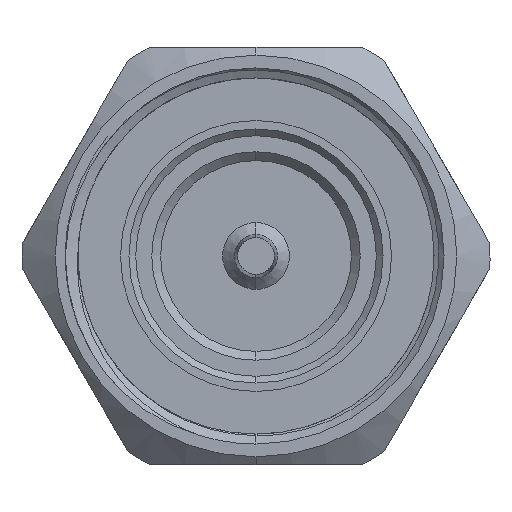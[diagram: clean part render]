
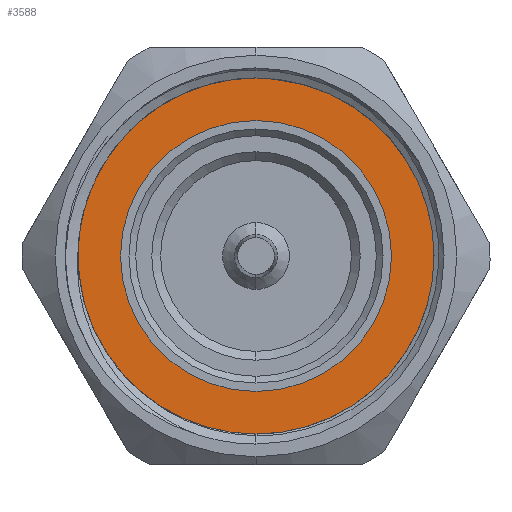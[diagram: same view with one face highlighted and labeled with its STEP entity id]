
A CAD part, left-side view. The second image highlights one B-rep face of the part: STEP entity #3588.
In plain terms, the highlighted planar face has unit normal (-1, 0, 0).
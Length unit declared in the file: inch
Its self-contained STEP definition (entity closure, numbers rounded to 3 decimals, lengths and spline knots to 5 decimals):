
#199 = EDGE_CURVE ( 'NONE', #7111, #775, #4845, .T. ) ;
#295 = VERTEX_POINT ( 'NONE', #7217 ) ;
#317 = DIRECTION ( 'NONE',  ( 0., 0., 1. ) ) ;
#508 = EDGE_LOOP ( 'NONE', ( #5158, #1892 ) ) ;
#651 = EDGE_LOOP ( 'NONE', ( #3525, #7045 ) ) ;
#775 = VERTEX_POINT ( 'NONE', #6466 ) ;
#863 = DIRECTION ( 'NONE',  ( 0., 0., 1. ) ) ;
#929 = CIRCLE ( 'NONE', #3951, 0.40551 ) ;
#1225 = DIRECTION ( 'NONE',  ( -1., 0., 0. ) ) ;
#1892 = ORIENTED_EDGE ( 'NONE', *, *, #5114, .F. ) ;
#1996 = DIRECTION ( 'NONE',  ( -1., 0., 0. ) ) ;
#2105 = AXIS2_PLACEMENT_3D ( 'NONE', #2654, #4261, #3233 ) ;
#2283 = CARTESIAN_POINT ( 'NONE',  ( 0.39764, 0., 0.57237 ) ) ;
#2342 = PLANE ( 'NONE',  #6808 ) ;
#2427 = FACE_OUTER_BOUND ( 'NONE', #651, .T. ) ;
#2654 = CARTESIAN_POINT ( 'NONE',  ( 0.39764, 0., 0. ) ) ;
#2847 = CIRCLE ( 'NONE', #3087, 0.57237 ) ;
#3087 = AXIS2_PLACEMENT_3D ( 'NONE', #5684, #1225, #6217 ) ;
#3096 = EDGE_CURVE ( 'NONE', #295, #3348, #929, .T. ) ;
#3233 = DIRECTION ( 'NONE',  ( 0., 0., 1. ) ) ;
#3348 = VERTEX_POINT ( 'NONE', #5923 ) ;
#3474 = DIRECTION ( 'NONE',  ( 0., 0., 1. ) ) ;
#3525 = ORIENTED_EDGE ( 'NONE', *, *, #199, .T. ) ;
#3588 = ADVANCED_FACE ( 'NONE', ( #2427, #4777 ), #2342, .T. ) ;
#3696 = AXIS2_PLACEMENT_3D ( 'NONE', #6498, #1996, #863 ) ;
#3951 = AXIS2_PLACEMENT_3D ( 'NONE', #7026, #5257, #317 ) ;
#4261 = DIRECTION ( 'NONE',  ( -1., 0., 0. ) ) ;
#4777 = FACE_BOUND ( 'NONE', #508, .T. ) ;
#4845 = CIRCLE ( 'NONE', #2105, 0.57237 ) ;
#5108 = DIRECTION ( 'NONE',  ( -1., 0., 0. ) ) ;
#5114 = EDGE_CURVE ( 'NONE', #3348, #295, #5981, .T. ) ;
#5158 = ORIENTED_EDGE ( 'NONE', *, *, #3096, .F. ) ;
#5257 = DIRECTION ( 'NONE',  ( -1., 0., 0. ) ) ;
#5295 = EDGE_CURVE ( 'NONE', #775, #7111, #2847, .T. ) ;
#5684 = CARTESIAN_POINT ( 'NONE',  ( 0.39764, 0., 0. ) ) ;
#5923 = CARTESIAN_POINT ( 'NONE',  ( 0.39764, 0., 0.40551 ) ) ;
#5981 = CIRCLE ( 'NONE', #3696, 0.40551 ) ;
#6217 = DIRECTION ( 'NONE',  ( 0., 0., 1. ) ) ;
#6466 = CARTESIAN_POINT ( 'NONE',  ( 0.39764, 0., -0.57237 ) ) ;
#6498 = CARTESIAN_POINT ( 'NONE',  ( 0.39764, 0., 0. ) ) ;
#6808 = AXIS2_PLACEMENT_3D ( 'NONE', #6821, #5108, #3474 ) ;
#6821 = CARTESIAN_POINT ( 'NONE',  ( 0.39764, 0., 0. ) ) ;
#7026 = CARTESIAN_POINT ( 'NONE',  ( 0.39764, 0., 0. ) ) ;
#7045 = ORIENTED_EDGE ( 'NONE', *, *, #5295, .T. ) ;
#7111 = VERTEX_POINT ( 'NONE', #2283 ) ;
#7217 = CARTESIAN_POINT ( 'NONE',  ( 0.39764, 0., -0.40551 ) ) ;
